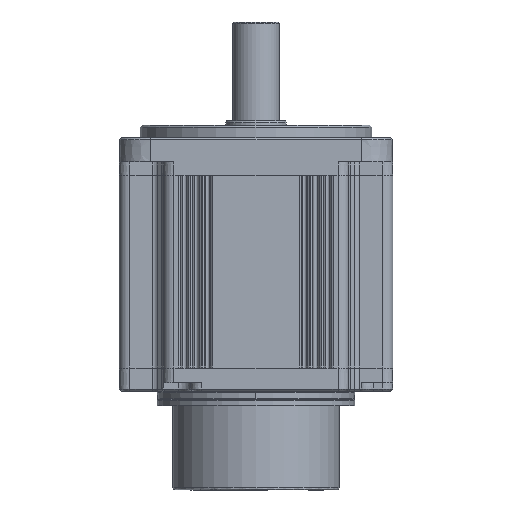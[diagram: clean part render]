
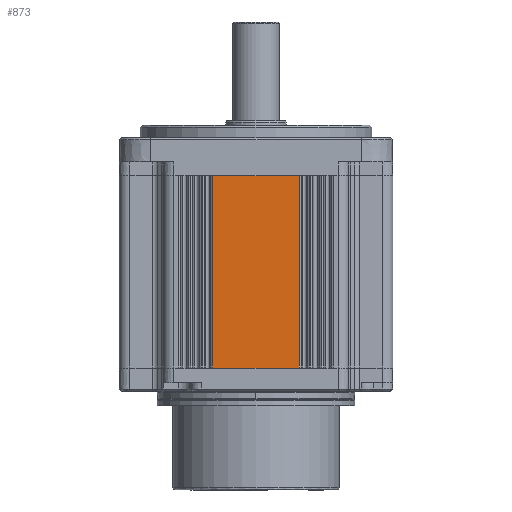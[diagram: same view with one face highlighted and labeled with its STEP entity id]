
A CAD part, front view. The second image highlights one B-rep face of the part: STEP entity #873.
In plain terms, the highlighted planar face has unit normal (0, -1, 0).
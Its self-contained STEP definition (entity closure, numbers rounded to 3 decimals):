
#655 = VERTEX_POINT ( 'NONE', #18171 ) ;
#873 = ADVANCED_FACE ( 'NONE', ( #18459 ), #9914, .F. ) ;
#1636 = CARTESIAN_POINT ( 'NONE',  ( -20.508, -65., -38.75 ) ) ;
#2083 = VECTOR ( 'NONE', #17618, 1000. ) ;
#2329 = LINE ( 'NONE', #16889, #11699 ) ;
#4229 = LINE ( 'NONE', #10127, #2083 ) ;
#4506 = CARTESIAN_POINT ( 'NONE',  ( 20.508, -65., -38.75 ) ) ;
#4551 = CARTESIAN_POINT ( 'NONE',  ( 20.508, -65., 7. ) ) ;
#4997 = ORIENTED_EDGE ( 'NONE', *, *, #15929, .F. ) ;
#5741 = EDGE_CURVE ( 'NONE', #11406, #655, #7224, .T. ) ;
#5754 = EDGE_CURVE ( 'NONE', #15638, #655, #4229, .T. ) ;
#5895 = ORIENTED_EDGE ( 'NONE', *, *, #5741, .F. ) ;
#6924 = DIRECTION ( 'NONE',  ( 0., 0., 1. ) ) ;
#7084 = CARTESIAN_POINT ( 'NONE',  ( -20.508, -65., 7. ) ) ;
#7099 = EDGE_CURVE ( 'NONE', #15638, #18484, #12145, .T. ) ;
#7224 = LINE ( 'NONE', #4506, #10424 ) ;
#7670 = VECTOR ( 'NONE', #13299, 1000. ) ;
#8245 = DIRECTION ( 'NONE',  ( 1., 0., 0. ) ) ;
#8574 = DIRECTION ( 'NONE',  ( 0., 1., 0. ) ) ;
#9914 = PLANE ( 'NONE',  #11955 ) ;
#10127 = CARTESIAN_POINT ( 'NONE',  ( 0., -65., -84.5 ) ) ;
#10424 = VECTOR ( 'NONE', #11753, 1000. ) ;
#11406 = VERTEX_POINT ( 'NONE', #4551 ) ;
#11699 = VECTOR ( 'NONE', #8245, 1000. ) ;
#11753 = DIRECTION ( 'NONE',  ( 0., 0., -1. ) ) ;
#11955 = AXIS2_PLACEMENT_3D ( 'NONE', #14424, #8574, #6924 ) ;
#12145 = LINE ( 'NONE', #1636, #7670 ) ;
#13299 = DIRECTION ( 'NONE',  ( 0., 0., 1. ) ) ;
#14424 = CARTESIAN_POINT ( 'NONE',  ( 0., -65., -38.75 ) ) ;
#14717 = EDGE_LOOP ( 'NONE', ( #4997, #18669, #18124, #5895 ) ) ;
#15638 = VERTEX_POINT ( 'NONE', #15758 ) ;
#15758 = CARTESIAN_POINT ( 'NONE',  ( -20.508, -65., -84.5 ) ) ;
#15929 = EDGE_CURVE ( 'NONE', #18484, #11406, #2329, .T. ) ;
#16889 = CARTESIAN_POINT ( 'NONE',  ( 0., -65., 7. ) ) ;
#17618 = DIRECTION ( 'NONE',  ( 1., 0., 0. ) ) ;
#18124 = ORIENTED_EDGE ( 'NONE', *, *, #5754, .T. ) ;
#18171 = CARTESIAN_POINT ( 'NONE',  ( 20.508, -65., -84.5 ) ) ;
#18459 = FACE_OUTER_BOUND ( 'NONE', #14717, .T. ) ;
#18484 = VERTEX_POINT ( 'NONE', #7084 ) ;
#18669 = ORIENTED_EDGE ( 'NONE', *, *, #7099, .F. ) ;
